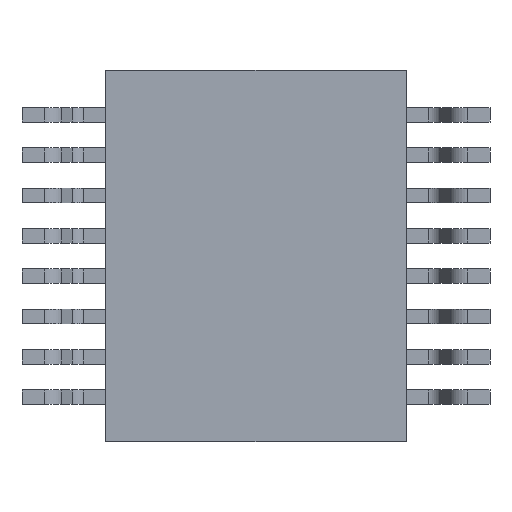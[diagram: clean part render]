
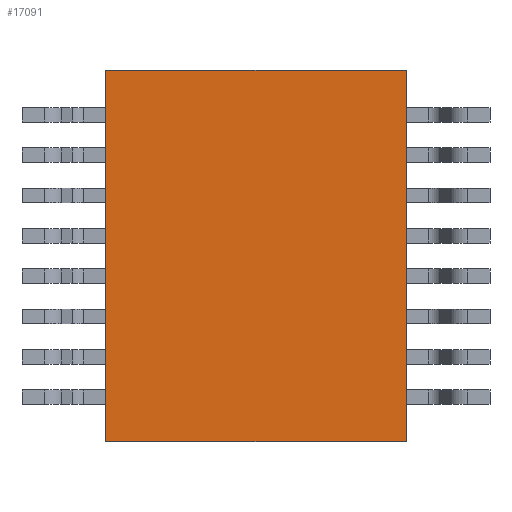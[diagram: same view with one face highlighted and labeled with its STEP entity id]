
A CAD part, front view. The second image highlights one B-rep face of the part: STEP entity #17091.
In plain terms, the highlighted planar face has unit normal (0, -1, 0).
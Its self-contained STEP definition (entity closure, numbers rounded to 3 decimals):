
#102 = ORIENTED_EDGE ( 'NONE', *, *, #8975, .F. ) ;
#498 = FACE_OUTER_BOUND ( 'NONE', #2505, .T. ) ;
#1641 = VECTOR ( 'NONE', #15231, 1000. ) ;
#1682 = CARTESIAN_POINT ( 'NONE',  ( 4.65, 0., -5.75 ) ) ;
#1856 = LINE ( 'NONE', #1682, #13937 ) ;
#1859 = DIRECTION ( 'NONE',  ( 0., 1., 0. ) ) ;
#2340 = CARTESIAN_POINT ( 'NONE',  ( -4.65, 0., 5.75 ) ) ;
#2456 = CARTESIAN_POINT ( 'NONE',  ( -4.65, 0., -5.75 ) ) ;
#2505 = EDGE_LOOP ( 'NONE', ( #13714, #12488, #102, #8936 ) ) ;
#3848 = DIRECTION ( 'NONE',  ( 1., 0., 0. ) ) ;
#3906 = CARTESIAN_POINT ( 'NONE',  ( 4.65, 0., -5.75 ) ) ;
#4607 = VECTOR ( 'NONE', #7343, 1000. ) ;
#4972 = PLANE ( 'NONE',  #5783 ) ;
#5783 = AXIS2_PLACEMENT_3D ( 'NONE', #11286, #1859, #12851 ) ;
#7343 = DIRECTION ( 'NONE',  ( 0., 0., 1. ) ) ;
#8226 = VECTOR ( 'NONE', #3848, 1000. ) ;
#8728 = LINE ( 'NONE', #2340, #8226 ) ;
#8936 = ORIENTED_EDGE ( 'NONE', *, *, #20439, .F. ) ;
#8962 = CARTESIAN_POINT ( 'NONE',  ( -4.65, 0., -5.75 ) ) ;
#8975 = EDGE_CURVE ( 'NONE', #14708, #18930, #17159, .T. ) ;
#9462 = DIRECTION ( 'NONE',  ( 0., 0., -1. ) ) ;
#10431 = VERTEX_POINT ( 'NONE', #13261 ) ;
#10551 = LINE ( 'NONE', #8962, #1641 ) ;
#11286 = CARTESIAN_POINT ( 'NONE',  ( 0., 0., 0. ) ) ;
#12488 = ORIENTED_EDGE ( 'NONE', *, *, #16619, .F. ) ;
#12769 = EDGE_CURVE ( 'NONE', #10431, #15453, #1856, .T. ) ;
#12851 = DIRECTION ( 'NONE',  ( 0., 0., 1. ) ) ;
#13261 = CARTESIAN_POINT ( 'NONE',  ( 4.65, 0., 5.75 ) ) ;
#13714 = ORIENTED_EDGE ( 'NONE', *, *, #12769, .F. ) ;
#13937 = VECTOR ( 'NONE', #9462, 1000. ) ;
#14708 = VERTEX_POINT ( 'NONE', #18965 ) ;
#15231 = DIRECTION ( 'NONE',  ( -1., 0., 0. ) ) ;
#15453 = VERTEX_POINT ( 'NONE', #3906 ) ;
#16054 = CARTESIAN_POINT ( 'NONE',  ( -4.65, 0., 5.75 ) ) ;
#16619 = EDGE_CURVE ( 'NONE', #18930, #10431, #8728, .T. ) ;
#17091 = ADVANCED_FACE ( 'NONE', ( #498 ), #4972, .F. ) ;
#17159 = LINE ( 'NONE', #2456, #4607 ) ;
#18930 = VERTEX_POINT ( 'NONE', #16054 ) ;
#18965 = CARTESIAN_POINT ( 'NONE',  ( -4.65, 0., -5.75 ) ) ;
#20439 = EDGE_CURVE ( 'NONE', #15453, #14708, #10551, .T. ) ;
